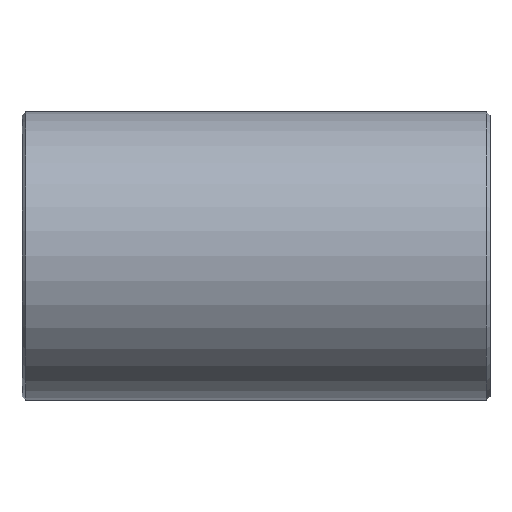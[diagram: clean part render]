
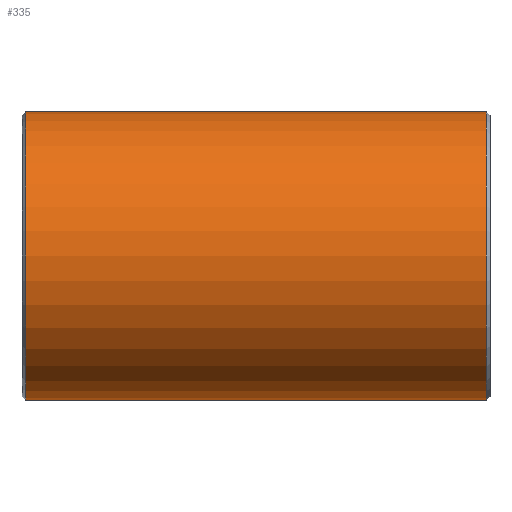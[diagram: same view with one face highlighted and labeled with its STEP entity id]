
A CAD part, front view. The second image highlights one B-rep face of the part: STEP entity #335.
In plain terms, the highlighted cylindrical face has radius 109.537 mm (diameter 219.075 mm), a partial arc.
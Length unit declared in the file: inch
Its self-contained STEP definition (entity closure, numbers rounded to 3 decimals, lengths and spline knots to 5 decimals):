
#15 = CARTESIAN_POINT ( 'NONE',  ( 7., 0., -4.3125 ) ) ;
#63 = DIRECTION ( 'NONE',  ( 0., 0., 1. ) ) ;
#72 = DIRECTION ( 'NONE',  ( 0., 0., 1. ) ) ;
#85 = VECTOR ( 'NONE', #328, 39.37008 ) ;
#109 = VERTEX_POINT ( 'NONE', #455 ) ;
#133 = CARTESIAN_POINT ( 'NONE',  ( -6.89267, 0., 0. ) ) ;
#137 = DIRECTION ( 'NONE',  ( 1., 0., 0. ) ) ;
#176 = VERTEX_POINT ( 'NONE', #466 ) ;
#187 = EDGE_CURVE ( 'NONE', #702, #238, #201, .T. ) ;
#201 = LINE ( 'NONE', #461, #85 ) ;
#218 = EDGE_CURVE ( 'NONE', #109, #176, #731, .T. ) ;
#229 = AXIS2_PLACEMENT_3D ( 'NONE', #133, #137, #63 ) ;
#238 = VERTEX_POINT ( 'NONE', #807 ) ;
#251 = FACE_OUTER_BOUND ( 'NONE', #547, .T. ) ;
#257 = CARTESIAN_POINT ( 'NONE',  ( 6.89267, 0., 0. ) ) ;
#287 = CIRCLE ( 'NONE', #229, 4.3125 ) ;
#328 = DIRECTION ( 'NONE',  ( -1., 0., 0. ) ) ;
#329 = CIRCLE ( 'NONE', #399, 4.3125 ) ;
#330 = CARTESIAN_POINT ( 'NONE',  ( 7., 0., 0. ) ) ;
#335 = ADVANCED_FACE ( 'NONE', ( #251 ), #582, .T. ) ;
#369 = EDGE_CURVE ( 'NONE', #238, #176, #287, .T. ) ;
#393 = ORIENTED_EDGE ( 'NONE', *, *, #218, .F. ) ;
#399 = AXIS2_PLACEMENT_3D ( 'NONE', #257, #663, #659 ) ;
#412 = ORIENTED_EDGE ( 'NONE', *, *, #474, .T. ) ;
#455 = CARTESIAN_POINT ( 'NONE',  ( 6.89267, 0., -4.3125 ) ) ;
#461 = CARTESIAN_POINT ( 'NONE',  ( 7., 0., 4.3125 ) ) ;
#466 = CARTESIAN_POINT ( 'NONE',  ( -6.89267, 0., -4.3125 ) ) ;
#470 = VECTOR ( 'NONE', #596, 39.37008 ) ;
#474 = EDGE_CURVE ( 'NONE', #109, #702, #329, .T. ) ;
#505 = ORIENTED_EDGE ( 'NONE', *, *, #369, .T. ) ;
#547 = EDGE_LOOP ( 'NONE', ( #393, #412, #750, #505 ) ) ;
#549 = AXIS2_PLACEMENT_3D ( 'NONE', #330, #667, #72 ) ;
#582 = CYLINDRICAL_SURFACE ( 'NONE', #549, 4.3125 ) ;
#596 = DIRECTION ( 'NONE',  ( -1., 0., 0. ) ) ;
#659 = DIRECTION ( 'NONE',  ( 0., 0., -1. ) ) ;
#663 = DIRECTION ( 'NONE',  ( -1., 0., 0. ) ) ;
#667 = DIRECTION ( 'NONE',  ( -1., 0., 0. ) ) ;
#702 = VERTEX_POINT ( 'NONE', #836 ) ;
#731 = LINE ( 'NONE', #15, #470 ) ;
#750 = ORIENTED_EDGE ( 'NONE', *, *, #187, .T. ) ;
#807 = CARTESIAN_POINT ( 'NONE',  ( -6.89267, 0., 4.3125 ) ) ;
#836 = CARTESIAN_POINT ( 'NONE',  ( 6.89267, 0., 4.3125 ) ) ;
